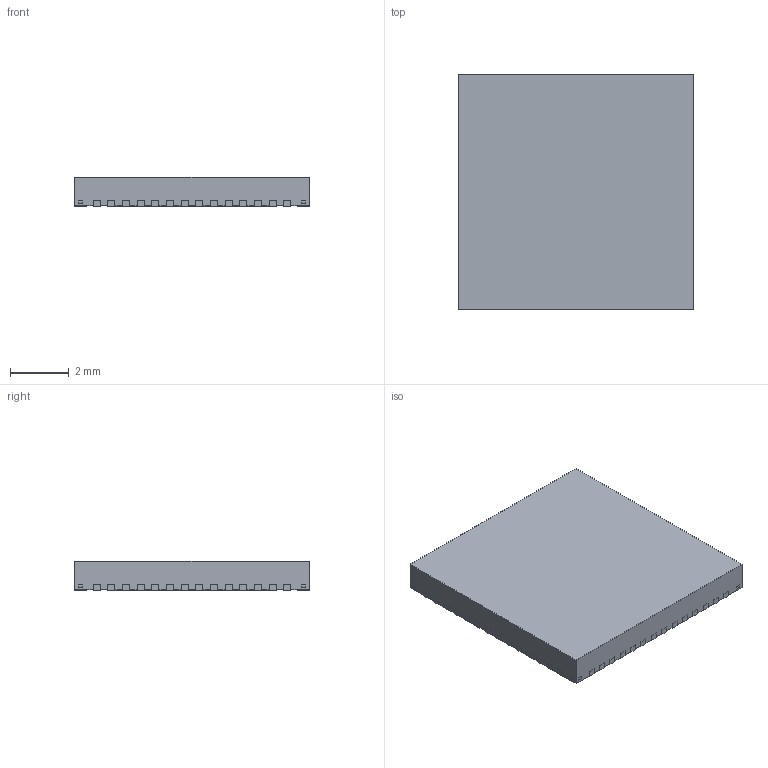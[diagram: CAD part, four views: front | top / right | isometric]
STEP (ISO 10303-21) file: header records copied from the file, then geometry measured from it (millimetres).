
FILE_DESCRIPTION((''),'2;1');
FILE_NAME('RTQ0056E_ASM','2018-03-08T07:50:35',('a0412086'),(''),'CREO PARAMETRIC BY PTC INC, 2017260','CREO PARAMETRIC BY PTC INC, 2017260','');
FILE_SCHEMA(('AUTOMOTIVE_DESIGN { 1 0 10303 214 1 1 1 1 }'));
Length unit declared in the file: millimetre
Products named in the file (4): FRAME; BODY; PIN1_AREA; RTQ0056E_ASM
Assembly tree (3 placements, depth 2):
  RTQ0056E_ASM
    FRAME
    BODY
    PIN1_AREA
Bounding box: 8 x 8 x 1 mm (x, y, z)
Volume: 63.3 mm3; surface area: 264.3 mm2
Topology: 62 solids, 62 shells, 859 faces, 2202 edges, 1468 vertices
Faces by surface type: plane 635, cylinder 224
Entity records: 33709 total; most frequent: CARTESIAN_POINT 4579, DIRECTION 4434, ORIENTED_EDGE 4404, PRESENTATION_STYLE_ASSIGNMENT 2329, STYLED_ITEM 2265, CURVE_STYLE 2202, EDGE_CURVE 2202, VECTOR 1754
